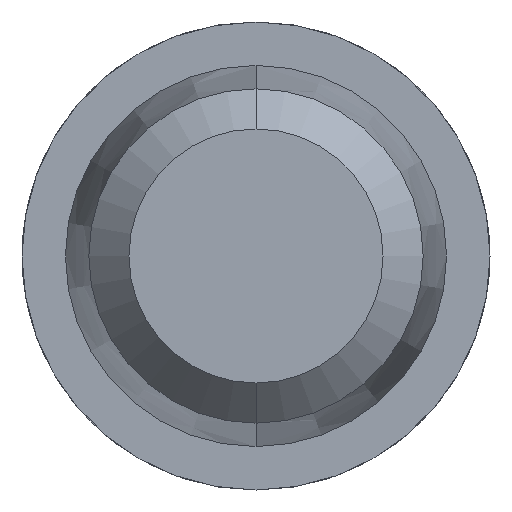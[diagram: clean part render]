
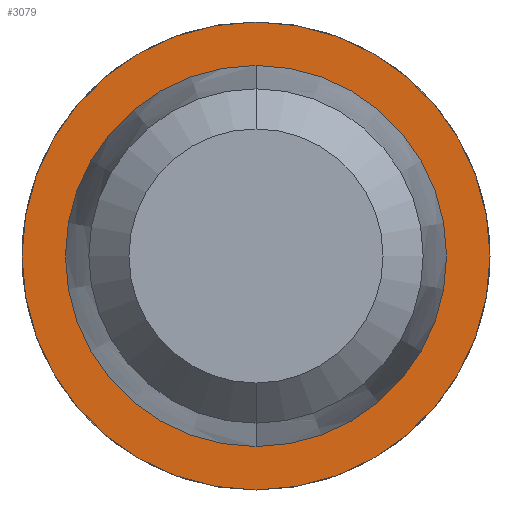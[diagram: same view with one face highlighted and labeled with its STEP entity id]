
A CAD part, front view. The second image highlights one B-rep face of the part: STEP entity #3079.
In plain terms, the highlighted planar face has unit normal (0, -1, 0).
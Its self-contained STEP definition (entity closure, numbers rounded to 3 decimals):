
#105 = CARTESIAN_POINT ( 'NONE',  ( 0., 26., 0. ) ) ;
#126 = AXIS2_PLACEMENT_3D ( 'NONE', #1427, #2439, #3083 ) ;
#380 = AXIS2_PLACEMENT_3D ( 'NONE', #1689, #3026, #1052 ) ;
#434 = DIRECTION ( 'NONE',  ( 0., 0., -1. ) ) ;
#518 = VERTEX_POINT ( 'NONE', #3139 ) ;
#525 = ORIENTED_EDGE ( 'NONE', *, *, #3687, .T. ) ;
#550 = ORIENTED_EDGE ( 'NONE', *, *, #2684, .T. ) ;
#608 = EDGE_LOOP ( 'NONE', ( #525, #550 ) ) ;
#915 = DIRECTION ( 'NONE',  ( 0., 0., -1. ) ) ;
#1052 = DIRECTION ( 'NONE',  ( 0., 0., -1. ) ) ;
#1427 = CARTESIAN_POINT ( 'NONE',  ( 0., 26., 0. ) ) ;
#1513 = EDGE_CURVE ( 'Defeature ausgef�hrt2_9+Defeature ausgef�hrt2_10+Defeature ausgef�hrt2_10+Defeature ausgef�hrt2_10', #518, #2370, #3383, .T. ) ;
#1538 = EDGE_LOOP ( 'NONE', ( #2377, #3906 ) ) ;
#1566 = AXIS2_PLACEMENT_3D ( 'NONE', #2564, #2904, #915 ) ;
#1689 = CARTESIAN_POINT ( 'NONE',  ( 0., 26., 0. ) ) ;
#1816 = FACE_BOUND ( 'NONE', #1538, .T. ) ;
#1821 = AXIS2_PLACEMENT_3D ( 'NONE', #3063, #2436, #434 ) ;
#2370 = VERTEX_POINT ( 'NONE', #3296 ) ;
#2377 = ORIENTED_EDGE ( 'NONE', *, *, #1513, .F. ) ;
#2436 = DIRECTION ( 'NONE',  ( 0., -1., 0. ) ) ;
#2439 = DIRECTION ( 'NONE',  ( 0., -1., 0. ) ) ;
#2564 = CARTESIAN_POINT ( 'NONE',  ( 0.57, 26., 0. ) ) ;
#2684 = EDGE_CURVE ( 'Defeature ausgef�hrt2_10+Defeature ausgef�hrt2_11+Defeature ausgef�hrt2_11+Defeature ausgef�hrt2_11', #4003, #3922, #2923, .T. ) ;
#2689 = DIRECTION ( 'NONE',  ( 0., -1., 0. ) ) ;
#2808 = CARTESIAN_POINT ( 'NONE',  ( 0., 26., -0.7 ) ) ;
#2871 = CIRCLE ( 'NONE', #380, 0.57 ) ;
#2904 = DIRECTION ( 'NONE',  ( 0., -1., 0. ) ) ;
#2923 = CIRCLE ( 'NONE', #3917, 0.7 ) ;
#3026 = DIRECTION ( 'NONE',  ( 0., -1., 0. ) ) ;
#3063 = CARTESIAN_POINT ( 'NONE',  ( 0., 26., 0. ) ) ;
#3079 = ADVANCED_FACE ( 'Defeature ausgef�hrt2_10', ( #4268, #1816 ), #3973, .T. ) ;
#3083 = DIRECTION ( 'NONE',  ( 0., 0., -1. ) ) ;
#3139 = CARTESIAN_POINT ( 'NONE',  ( 0., 26., 0.57 ) ) ;
#3155 = EDGE_CURVE ( 'Defeature ausgef�hrt2_9+Defeature ausgef�hrt2_10+Defeature ausgef�hrt2_10+Defeature ausgef�hrt2_10', #2370, #518, #2871, .T. ) ;
#3296 = CARTESIAN_POINT ( 'NONE',  ( 0., 26., -0.57 ) ) ;
#3307 = CARTESIAN_POINT ( 'NONE',  ( 0., 26., 0.7 ) ) ;
#3383 = CIRCLE ( 'NONE', #1821, 0.57 ) ;
#3656 = CIRCLE ( 'NONE', #126, 0.7 ) ;
#3687 = EDGE_CURVE ( 'Defeature ausgef�hrt2_10+Defeature ausgef�hrt2_11+Defeature ausgef�hrt2_11+Defeature ausgef�hrt2_11', #3922, #4003, #3656, .T. ) ;
#3906 = ORIENTED_EDGE ( 'NONE', *, *, #3155, .F. ) ;
#3917 = AXIS2_PLACEMENT_3D ( 'NONE', #105, #2689, #4091 ) ;
#3922 = VERTEX_POINT ( 'NONE', #2808 ) ;
#3973 = PLANE ( 'NONE',  #1566 ) ;
#4003 = VERTEX_POINT ( 'NONE', #3307 ) ;
#4091 = DIRECTION ( 'NONE',  ( 0., 0., -1. ) ) ;
#4268 = FACE_OUTER_BOUND ( 'NONE', #608, .T. ) ;
